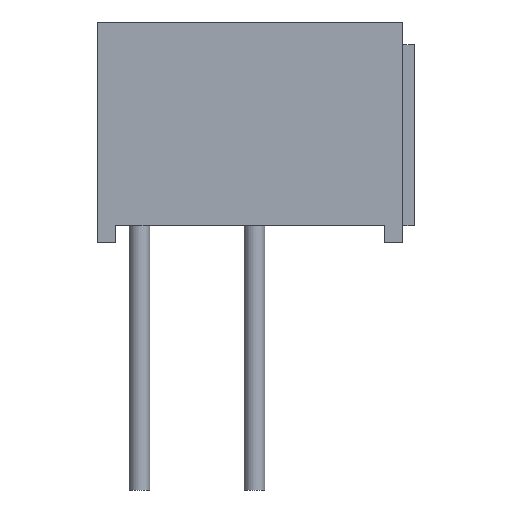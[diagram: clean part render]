
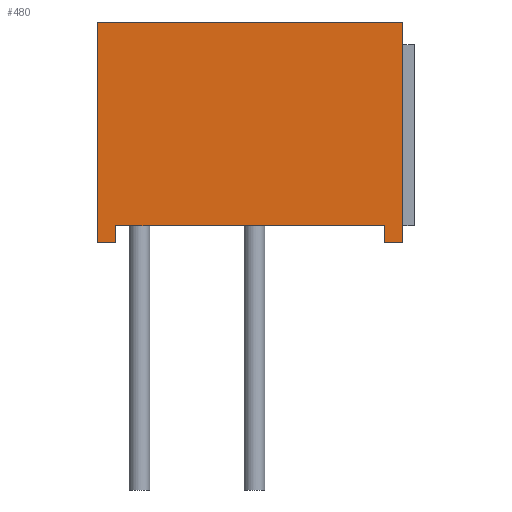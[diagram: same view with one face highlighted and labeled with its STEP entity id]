
A CAD part, left-side view. The second image highlights one B-rep face of the part: STEP entity #480.
In plain terms, the highlighted planar face has unit normal (-1, 0, 0).
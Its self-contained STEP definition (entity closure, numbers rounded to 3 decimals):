
#59 = EDGE_CURVE('',#60,#62,#64,.T.);
#60 = VERTEX_POINT('',#61);
#61 = CARTESIAN_POINT('',(-3.3,-3.37,4.5));
#62 = VERTEX_POINT('',#63);
#63 = CARTESIAN_POINT('',(-3.3,3.37,4.5));
#64 = LINE('',#65,#66);
#65 = CARTESIAN_POINT('',(-3.3,-3.37,4.5));
#66 = VECTOR('',#67,1.);
#67 = DIRECTION('',(0.,1.,0.));
#480 = ADVANCED_FACE('',(#481),#538,.T.);
#481 = FACE_BOUND('',#482,.T.);
#482 = EDGE_LOOP('',(#483,#484,#492,#500,#508,#516,#524,#532));
#483 = ORIENTED_EDGE('',*,*,#59,.T.);
#484 = ORIENTED_EDGE('',*,*,#485,.F.);
#485 = EDGE_CURVE('',#486,#62,#488,.T.);
#486 = VERTEX_POINT('',#487);
#487 = CARTESIAN_POINT('',(-3.3,3.37,-0.38));
#488 = LINE('',#489,#490);
#489 = CARTESIAN_POINT('',(-3.3,3.37,0.));
#490 = VECTOR('',#491,1.);
#491 = DIRECTION('',(0.,0.,1.));
#492 = ORIENTED_EDGE('',*,*,#493,.F.);
#493 = EDGE_CURVE('',#494,#486,#496,.T.);
#494 = VERTEX_POINT('',#495);
#495 = CARTESIAN_POINT('',(-3.3,2.97,-0.38));
#496 = LINE('',#497,#498);
#497 = CARTESIAN_POINT('',(-3.3,2.97,-0.38));
#498 = VECTOR('',#499,1.);
#499 = DIRECTION('',(0.,1.,0.));
#500 = ORIENTED_EDGE('',*,*,#501,.F.);
#501 = EDGE_CURVE('',#502,#494,#504,.T.);
#502 = VERTEX_POINT('',#503);
#503 = CARTESIAN_POINT('',(-3.3,2.97,0.));
#504 = LINE('',#505,#506);
#505 = CARTESIAN_POINT('',(-3.3,2.97,0.));
#506 = VECTOR('',#507,1.);
#507 = DIRECTION('',(0.,0.,-1.));
#508 = ORIENTED_EDGE('',*,*,#509,.F.);
#509 = EDGE_CURVE('',#510,#502,#512,.T.);
#510 = VERTEX_POINT('',#511);
#511 = CARTESIAN_POINT('',(-3.3,-2.97,0.));
#512 = LINE('',#513,#514);
#513 = CARTESIAN_POINT('',(-3.3,-3.37,0.));
#514 = VECTOR('',#515,1.);
#515 = DIRECTION('',(0.,1.,0.));
#516 = ORIENTED_EDGE('',*,*,#517,.T.);
#517 = EDGE_CURVE('',#510,#518,#520,.T.);
#518 = VERTEX_POINT('',#519);
#519 = CARTESIAN_POINT('',(-3.3,-2.97,-0.38));
#520 = LINE('',#521,#522);
#521 = CARTESIAN_POINT('',(-3.3,-2.97,0.));
#522 = VECTOR('',#523,1.);
#523 = DIRECTION('',(0.,0.,-1.));
#524 = ORIENTED_EDGE('',*,*,#525,.T.);
#525 = EDGE_CURVE('',#518,#526,#528,.T.);
#526 = VERTEX_POINT('',#527);
#527 = CARTESIAN_POINT('',(-3.3,-3.37,-0.38));
#528 = LINE('',#529,#530);
#529 = CARTESIAN_POINT('',(-3.3,-2.97,-0.38));
#530 = VECTOR('',#531,1.);
#531 = DIRECTION('',(0.,-1.,0.));
#532 = ORIENTED_EDGE('',*,*,#533,.F.);
#533 = EDGE_CURVE('',#60,#526,#534,.T.);
#534 = LINE('',#535,#536);
#535 = CARTESIAN_POINT('',(-3.3,-3.37,0.));
#536 = VECTOR('',#537,1.);
#537 = DIRECTION('',(0.,0.,-1.));
#538 = PLANE('',#539);
#539 = AXIS2_PLACEMENT_3D('',#540,#541,#542);
#540 = CARTESIAN_POINT('',(-3.3,0.,2.083));
#541 = DIRECTION('',(-1.,-0.,-0.));
#542 = DIRECTION('',(0.,0.,-1.));
